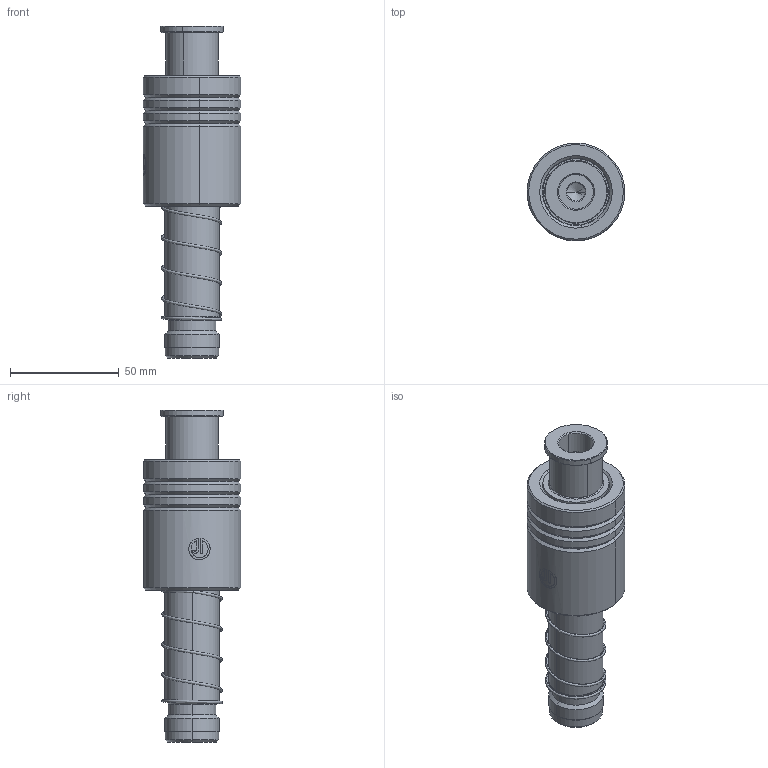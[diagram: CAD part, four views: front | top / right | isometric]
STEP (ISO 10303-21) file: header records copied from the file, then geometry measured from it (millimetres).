
FILE_DESCRIPTION (( 'STEP AP214' ), '1' );
FILE_NAME ('EKS EKJ-D25-L130(BL-60).STEP', '2021-09-26T02:21:36', ( '' ), ( '' ), 'SwSTEP 2.0', 'SolidWorks 2016', '' );
FILE_SCHEMA (( 'AUTOMOTIVE_DESIGN' ));
Length unit declared in the file: millimetre
Products named in the file (175): BALL-D3; BJ BS-30.5-25.5-L60郪蚾; HWP-D27.5-d25.5-L50; EKS EKJ-D25-L130(BL-60); MGK-D25-L130; BJ-D30.5-25.5-L60; GTK-D29-d24; TBB-D45-d31-L60
Assembly tree (169 placements, depth 3):
  BALL-D3
  BALL-D3
  BALL-D3
  BALL-D3
  BALL-D3
Bounding box: 45 x 44.99 x 153 mm (x, y, z)
Volume: 131242.7 mm3; surface area: 52657.9 mm2
Topology: 165 solids, 165 shells, 773 faces, 3203 edges, 2119 vertices
Faces by surface type: sphere 640, cone 42, cylinder 38, plane 21, torus 18, bspline 14
Entity records: 32101 total; most frequent: CARTESIAN_POINT 17442, ORIENTED_EDGE 2552, DIRECTION 2270, EDGE_CURVE 1276, AXIS2_PLACEMENT_3D 1084, VERTEX_POINT 827, EDGE_LOOP 775, B_SPLINE_CURVE_WITH_KNOTS 709
